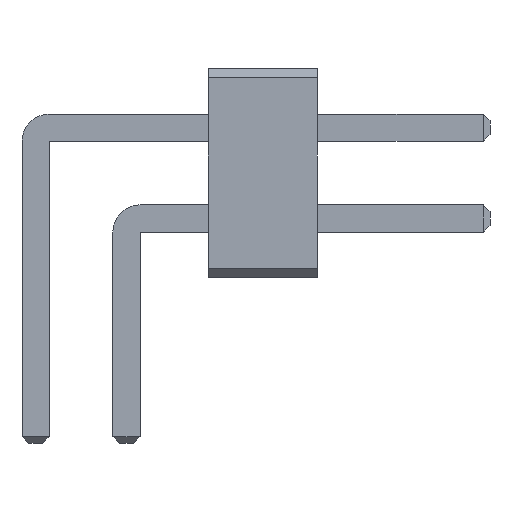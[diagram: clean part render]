
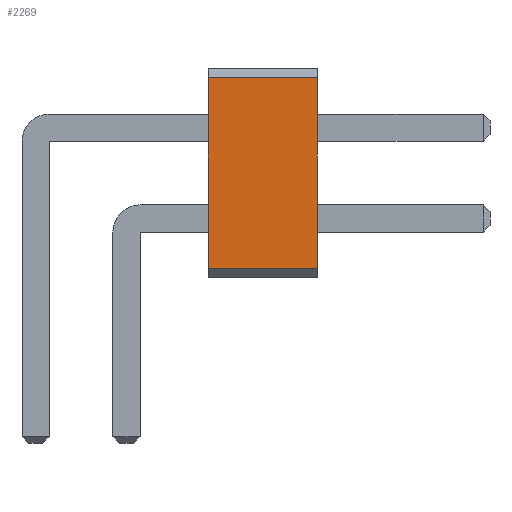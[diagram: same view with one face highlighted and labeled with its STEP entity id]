
A CAD part, front view. The second image highlights one B-rep face of the part: STEP entity #2269.
In plain terms, the highlighted planar face has unit normal (0, -1, 0).
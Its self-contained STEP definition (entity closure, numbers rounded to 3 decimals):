
#13=DIRECTION('',(0.,0.,1.));
#27=VECTOR('',#28,1.);
#28=DIRECTION('',(1.,0.,0.));
#57=DIRECTION('',(0.,-1.,0.));
#2256=VERTEX_POINT('',#2257);
#2257=CARTESIAN_POINT('',(3.1,-38.5,0.1));
#2260=EDGE_CURVE('',#2261,#2256,#2263,.T.);
#2261=VERTEX_POINT('',#2262);
#2262=CARTESIAN_POINT('',(1.9,-38.5,0.1));
#2263=LINE('',#2262,#27);
#2269=ADVANCED_FACE('',(#2270),#2287,.T.);
#2270=FACE_BOUND('',#2271,.T.);
#2271=EDGE_LOOP('',(#2272,#2273,#2279,#2284));
#2272=ORIENTED_EDGE('',*,*,#2260,.T.);
#2273=ORIENTED_EDGE('',*,*,#2274,.T.);
#2274=EDGE_CURVE('',#2256,#2275,#2277,.T.);
#2275=VERTEX_POINT('',#2276);
#2276=CARTESIAN_POINT('',(3.1,-38.5,2.2));
#2277=LINE('',#2257,#2278);
#2278=VECTOR('',#13,1.);
#2279=ORIENTED_EDGE('',*,*,#2280,.F.);
#2280=EDGE_CURVE('',#2281,#2275,#2283,.T.);
#2281=VERTEX_POINT('',#2282);
#2282=CARTESIAN_POINT('',(1.9,-38.5,2.2));
#2283=LINE('',#2282,#27);
#2284=ORIENTED_EDGE('',*,*,#2285,.F.);
#2285=EDGE_CURVE('',#2261,#2281,#2286,.T.);
#2286=LINE('',#2262,#2278);
#2287=PLANE('',#2288);
#2288=AXIS2_PLACEMENT_3D('',#2262,#57,#13);
